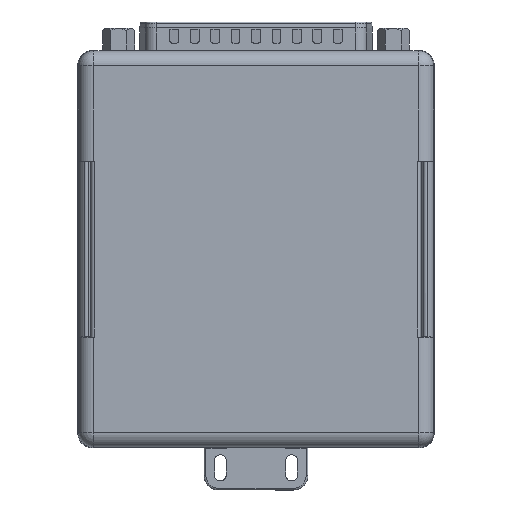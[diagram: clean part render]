
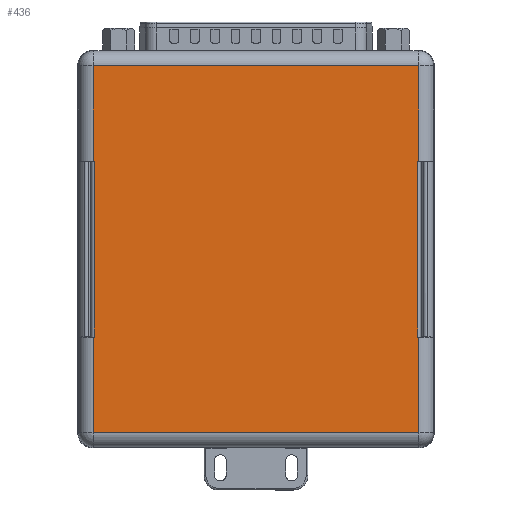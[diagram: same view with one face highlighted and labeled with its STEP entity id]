
A CAD part, front view. The second image highlights one B-rep face of the part: STEP entity #436.
In plain terms, the highlighted planar face has unit normal (0, -1, 0).
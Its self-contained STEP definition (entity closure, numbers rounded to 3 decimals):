
#24 = EDGE_CURVE ( 'NONE', #88757, #77248, #107727, .T. ) ;
#436 = ADVANCED_FACE ( 'NONE', ( #45935 ), #43992, .T. ) ;
#921 = LINE ( 'NONE', #92877, #109289 ) ;
#1682 = CARTESIAN_POINT ( 'NONE',  ( -27.904, 0., -33.86 ) ) ;
#1739 = EDGE_CURVE ( 'NONE', #77248, #110500, #921, .T. ) ;
#3734 = VERTEX_POINT ( 'NONE', #50889 ) ;
#4297 = EDGE_CURVE ( 'NONE', #3734, #41337, #26217, .T. ) ;
#4660 = CARTESIAN_POINT ( 'NONE',  ( -30.5, 0., -15.05 ) ) ;
#4760 = LINE ( 'NONE', #20531, #72048 ) ;
#4802 = LINE ( 'NONE', #31025, #25384 ) ;
#4858 = VECTOR ( 'NONE', #89953, 1000. ) ;
#6734 = CARTESIAN_POINT ( 'NONE',  ( 27.7, 0., 15.05 ) ) ;
#7978 = ORIENTED_EDGE ( 'NONE', *, *, #58712, .T. ) ;
#9046 = VERTEX_POINT ( 'NONE', #55422 ) ;
#9252 = DIRECTION ( 'NONE',  ( 0., 0., 1. ) ) ;
#10941 = CARTESIAN_POINT ( 'NONE',  ( 30.36, 0., -31.404 ) ) ;
#13555 = DIRECTION ( 'NONE',  ( 1., 0., 0. ) ) ;
#20531 = CARTESIAN_POINT ( 'NONE',  ( 30.5, 0., -15.05 ) ) ;
#22200 = CARTESIAN_POINT ( 'NONE',  ( 27.904, 0., -15.05 ) ) ;
#22983 = ORIENTED_EDGE ( 'NONE', *, *, #111214, .T. ) ;
#23050 = LINE ( 'NONE', #51001, #110852 ) ;
#23274 = EDGE_CURVE ( 'NONE', #9046, #67461, #112630, .T. ) ;
#23287 = AXIS2_PLACEMENT_3D ( 'NONE', #87678, #87280, #105281 ) ;
#23774 = ORIENTED_EDGE ( 'NONE', *, *, #57031, .T. ) ;
#25384 = VECTOR ( 'NONE', #92343, 1000. ) ;
#26217 = LINE ( 'NONE', #88286, #96189 ) ;
#29472 = DIRECTION ( 'NONE',  ( 0., 0., 1. ) ) ;
#30850 = DIRECTION ( 'NONE',  ( 0., 0., -1. ) ) ;
#31025 = CARTESIAN_POINT ( 'NONE',  ( -27.904, 0., -33.86 ) ) ;
#37353 = DIRECTION ( 'NONE',  ( 0., 0., -1. ) ) ;
#38354 = EDGE_CURVE ( 'NONE', #87295, #56846, #4802, .T. ) ;
#38735 = VECTOR ( 'NONE', #37353, 1000. ) ;
#39851 = VECTOR ( 'NONE', #43126, 1000. ) ;
#40041 = LINE ( 'NONE', #4660, #104450 ) ;
#40094 = CARTESIAN_POINT ( 'NONE',  ( -30.5, 0., 15.05 ) ) ;
#40430 = DIRECTION ( 'NONE',  ( 1., 0., 0. ) ) ;
#40537 = VECTOR ( 'NONE', #29472, 1000. ) ;
#40982 = ORIENTED_EDGE ( 'NONE', *, *, #23274, .T. ) ;
#41337 = VERTEX_POINT ( 'NONE', #22200 ) ;
#42690 = CARTESIAN_POINT ( 'NONE',  ( -27.904, 0., -31.404 ) ) ;
#43126 = DIRECTION ( 'NONE',  ( 0., 0., 1. ) ) ;
#43992 = PLANE ( 'NONE',  #23287 ) ;
#45521 = VECTOR ( 'NONE', #30850, 1000. ) ;
#45935 = FACE_OUTER_BOUND ( 'NONE', #65108, .T. ) ;
#48934 = ORIENTED_EDGE ( 'NONE', *, *, #38354, .T. ) ;
#49156 = ORIENTED_EDGE ( 'NONE', *, *, #91980, .T. ) ;
#50889 = CARTESIAN_POINT ( 'NONE',  ( 27.904, 0., -31.404 ) ) ;
#51001 = CARTESIAN_POINT ( 'NONE',  ( -30.36, 0., 31.404 ) ) ;
#51219 = ORIENTED_EDGE ( 'NONE', *, *, #81818, .T. ) ;
#51860 = CARTESIAN_POINT ( 'NONE',  ( -27.904, 0., 31.404 ) ) ;
#53769 = CARTESIAN_POINT ( 'NONE',  ( 27.7, 0., -15.05 ) ) ;
#55422 = CARTESIAN_POINT ( 'NONE',  ( -27.7, 0., 15.05 ) ) ;
#55631 = VERTEX_POINT ( 'NONE', #74846 ) ;
#55814 = CARTESIAN_POINT ( 'NONE',  ( -27.7, 0., -15.05 ) ) ;
#56846 = VERTEX_POINT ( 'NONE', #96051 ) ;
#57031 = EDGE_CURVE ( 'NONE', #41337, #88757, #4760, .T. ) ;
#57033 = DIRECTION ( 'NONE',  ( -1., 0., 0. ) ) ;
#58712 = EDGE_CURVE ( 'NONE', #110500, #55631, #63215, .T. ) ;
#63215 = LINE ( 'NONE', #77970, #39851 ) ;
#64839 = LINE ( 'NONE', #1682, #38735 ) ;
#65108 = EDGE_LOOP ( 'NONE', ( #48934, #49156, #40982, #51219, #91828, #68157, #82773, #23774, #87592, #105642, #7978, #22983 ) ) ;
#66957 = VECTOR ( 'NONE', #13555, 1000. ) ;
#67461 = VERTEX_POINT ( 'NONE', #55814 ) ;
#68157 = ORIENTED_EDGE ( 'NONE', *, *, #108032, .T. ) ;
#72048 = VECTOR ( 'NONE', #57033, 1000. ) ;
#74846 = CARTESIAN_POINT ( 'NONE',  ( 27.904, 0., 31.404 ) ) ;
#74898 = DIRECTION ( 'NONE',  ( -1., 0., 0. ) ) ;
#74915 = LINE ( 'NONE', #10941, #4858 ) ;
#77055 = DIRECTION ( 'NONE',  ( -1., 0., 0. ) ) ;
#77248 = VERTEX_POINT ( 'NONE', #6734 ) ;
#77970 = CARTESIAN_POINT ( 'NONE',  ( 27.904, 0., 33.86 ) ) ;
#81818 = EDGE_CURVE ( 'NONE', #67461, #91977, #40041, .T. ) ;
#82773 = ORIENTED_EDGE ( 'NONE', *, *, #4297, .T. ) ;
#87280 = DIRECTION ( 'NONE',  ( 0., -1., 0. ) ) ;
#87295 = VERTEX_POINT ( 'NONE', #51860 ) ;
#87592 = ORIENTED_EDGE ( 'NONE', *, *, #24, .T. ) ;
#87678 = CARTESIAN_POINT ( 'NONE',  ( 0., 0., 0. ) ) ;
#88286 = CARTESIAN_POINT ( 'NONE',  ( 27.904, 0., 33.86 ) ) ;
#88757 = VERTEX_POINT ( 'NONE', #53769 ) ;
#89953 = DIRECTION ( 'NONE',  ( 1., 0., 0. ) ) ;
#90211 = LINE ( 'NONE', #40094, #66957 ) ;
#91828 = ORIENTED_EDGE ( 'NONE', *, *, #106616, .T. ) ;
#91977 = VERTEX_POINT ( 'NONE', #92556 ) ;
#91980 = EDGE_CURVE ( 'NONE', #56846, #9046, #90211, .T. ) ;
#92176 = CARTESIAN_POINT ( 'NONE',  ( -27.7, 0., -15.05 ) ) ;
#92343 = DIRECTION ( 'NONE',  ( 0., 0., -1. ) ) ;
#92556 = CARTESIAN_POINT ( 'NONE',  ( -27.904, 0., -15.05 ) ) ;
#92877 = CARTESIAN_POINT ( 'NONE',  ( 30.5, 0., 15.05 ) ) ;
#96051 = CARTESIAN_POINT ( 'NONE',  ( -27.904, 0., 15.05 ) ) ;
#96189 = VECTOR ( 'NONE', #9252, 1000. ) ;
#99135 = CARTESIAN_POINT ( 'NONE',  ( 27.904, 0., 15.05 ) ) ;
#104450 = VECTOR ( 'NONE', #74898, 1000. ) ;
#105281 = DIRECTION ( 'NONE',  ( 0., 0., -1. ) ) ;
#105642 = ORIENTED_EDGE ( 'NONE', *, *, #1739, .T. ) ;
#106616 = EDGE_CURVE ( 'NONE', #91977, #113297, #64839, .T. ) ;
#107727 = LINE ( 'NONE', #108443, #40537 ) ;
#108032 = EDGE_CURVE ( 'NONE', #113297, #3734, #74915, .T. ) ;
#108443 = CARTESIAN_POINT ( 'NONE',  ( 27.7, 0., 15.05 ) ) ;
#109289 = VECTOR ( 'NONE', #40430, 1000. ) ;
#110500 = VERTEX_POINT ( 'NONE', #99135 ) ;
#110852 = VECTOR ( 'NONE', #77055, 1000. ) ;
#111214 = EDGE_CURVE ( 'NONE', #55631, #87295, #23050, .T. ) ;
#112630 = LINE ( 'NONE', #92176, #45521 ) ;
#113297 = VERTEX_POINT ( 'NONE', #42690 ) ;
